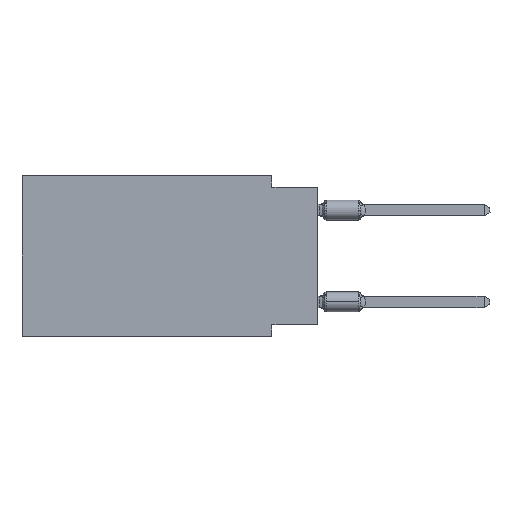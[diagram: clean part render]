
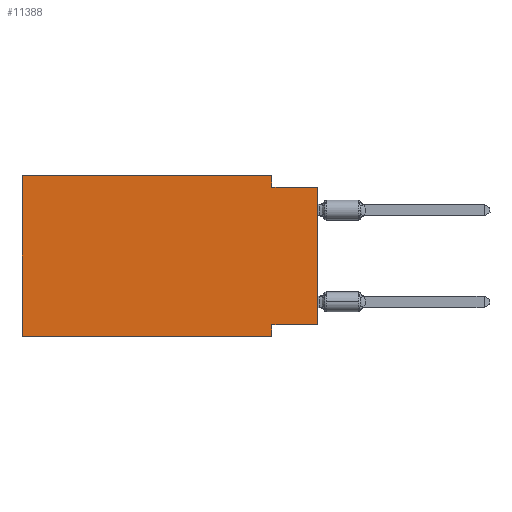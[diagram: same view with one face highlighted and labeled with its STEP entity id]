
A CAD part, left-side view. The second image highlights one B-rep face of the part: STEP entity #11388.
In plain terms, the highlighted planar face has unit normal (-1, 0, 0).
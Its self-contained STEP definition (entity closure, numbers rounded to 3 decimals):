
#570 = CARTESIAN_POINT ( 'NONE',  ( 0., 2.54, 0. ) ) ;
#711 = CARTESIAN_POINT ( 'NONE',  ( 0., 16.383, -8.89 ) ) ;
#755 = VERTEX_POINT ( 'NONE', #8037 ) ;
#1180 = LINE ( 'NONE', #10815, #7739 ) ;
#1217 = EDGE_CURVE ( 'NONE', #6605, #16308, #9480, .T. ) ;
#1507 = FACE_OUTER_BOUND ( 'NONE', #2743, .T. ) ;
#1580 = VECTOR ( 'NONE', #10414, 1000. ) ;
#1750 = LINE ( 'NONE', #4603, #14448 ) ;
#2271 = CARTESIAN_POINT ( 'NONE',  ( 0., 16.383, 0. ) ) ;
#2292 = VERTEX_POINT ( 'NONE', #10689 ) ;
#2383 = ORIENTED_EDGE ( 'NONE', *, *, #1217, .F. ) ;
#2596 = CARTESIAN_POINT ( 'NONE',  ( 0., 2.54, 0. ) ) ;
#2743 = EDGE_LOOP ( 'NONE', ( #11520, #7861, #2383, #15756, #13812, #16338, #3349, #4228 ) ) ;
#3349 = ORIENTED_EDGE ( 'NONE', *, *, #7003, .F. ) ;
#3442 = CARTESIAN_POINT ( 'NONE',  ( 0., 16.383, 0. ) ) ;
#4080 = DIRECTION ( 'NONE',  ( 0., 0., -1. ) ) ;
#4228 = ORIENTED_EDGE ( 'NONE', *, *, #10634, .F. ) ;
#4237 = VERTEX_POINT ( 'NONE', #9073 ) ;
#4248 = AXIS2_PLACEMENT_3D ( 'NONE', #16651, #17924, #4080 ) ;
#4603 = CARTESIAN_POINT ( 'NONE',  ( 0., 0., 0. ) ) ;
#5744 = PLANE ( 'NONE',  #4248 ) ;
#5897 = LINE ( 'NONE', #8756, #14222 ) ;
#5913 = CARTESIAN_POINT ( 'NONE',  ( 0., 16.383, 0. ) ) ;
#6180 = LINE ( 'NONE', #5913, #1580 ) ;
#6406 = DIRECTION ( 'NONE',  ( 0., 0., -1. ) ) ;
#6422 = VERTEX_POINT ( 'NONE', #16461 ) ;
#6562 = VECTOR ( 'NONE', #15840, 1000. ) ;
#6605 = VERTEX_POINT ( 'NONE', #570 ) ;
#7003 = EDGE_CURVE ( 'NONE', #2292, #4237, #1180, .T. ) ;
#7249 = VERTEX_POINT ( 'NONE', #15749 ) ;
#7355 = DIRECTION ( 'NONE',  ( 0., -1., 0. ) ) ;
#7739 = VECTOR ( 'NONE', #6406, 1000. ) ;
#7861 = ORIENTED_EDGE ( 'NONE', *, *, #11538, .F. ) ;
#7921 = EDGE_CURVE ( 'NONE', #13633, #6605, #6180, .T. ) ;
#8037 = CARTESIAN_POINT ( 'NONE',  ( 0., 0., -8.255 ) ) ;
#8756 = CARTESIAN_POINT ( 'NONE',  ( 0., 0., -0.635 ) ) ;
#9073 = CARTESIAN_POINT ( 'NONE',  ( 0., 2.54, -8.89 ) ) ;
#9193 = EDGE_CURVE ( 'NONE', #7249, #4237, #14858, .T. ) ;
#9480 = LINE ( 'NONE', #2596, #10936 ) ;
#9903 = EDGE_CURVE ( 'NONE', #755, #6422, #1750, .T. ) ;
#9977 = LINE ( 'NONE', #10237, #6562 ) ;
#10237 = CARTESIAN_POINT ( 'NONE',  ( 0., 0., -8.255 ) ) ;
#10318 = LINE ( 'NONE', #3442, #12740 ) ;
#10414 = DIRECTION ( 'NONE',  ( 0., -1., 0. ) ) ;
#10634 = EDGE_CURVE ( 'NONE', #755, #2292, #9977, .T. ) ;
#10689 = CARTESIAN_POINT ( 'NONE',  ( 0., 2.54, -8.255 ) ) ;
#10815 = CARTESIAN_POINT ( 'NONE',  ( 0., 2.54, -8.89 ) ) ;
#10820 = EDGE_CURVE ( 'NONE', #7249, #13633, #10318, .T. ) ;
#10857 = DIRECTION ( 'NONE',  ( 0., 0., -1. ) ) ;
#10936 = VECTOR ( 'NONE', #10857, 1000. ) ;
#11388 = ADVANCED_FACE ( 'NONE', ( #1507 ), #5744, .F. ) ;
#11520 = ORIENTED_EDGE ( 'NONE', *, *, #9903, .T. ) ;
#11538 = EDGE_CURVE ( 'NONE', #16308, #6422, #5897, .T. ) ;
#11999 = DIRECTION ( 'NONE',  ( 0., -1., 0. ) ) ;
#12740 = VECTOR ( 'NONE', #13177, 1000. ) ;
#12968 = VECTOR ( 'NONE', #11999, 1000. ) ;
#13177 = DIRECTION ( 'NONE',  ( 0., 0., 1. ) ) ;
#13633 = VERTEX_POINT ( 'NONE', #2271 ) ;
#13812 = ORIENTED_EDGE ( 'NONE', *, *, #10820, .F. ) ;
#14222 = VECTOR ( 'NONE', #7355, 1000. ) ;
#14448 = VECTOR ( 'NONE', #15615, 1000. ) ;
#14858 = LINE ( 'NONE', #711, #12968 ) ;
#15615 = DIRECTION ( 'NONE',  ( 0., 0., 1. ) ) ;
#15749 = CARTESIAN_POINT ( 'NONE',  ( 0., 16.383, -8.89 ) ) ;
#15756 = ORIENTED_EDGE ( 'NONE', *, *, #7921, .F. ) ;
#15840 = DIRECTION ( 'NONE',  ( 0., 1., 0. ) ) ;
#16308 = VERTEX_POINT ( 'NONE', #16585 ) ;
#16338 = ORIENTED_EDGE ( 'NONE', *, *, #9193, .T. ) ;
#16461 = CARTESIAN_POINT ( 'NONE',  ( 0., 0., -0.635 ) ) ;
#16585 = CARTESIAN_POINT ( 'NONE',  ( 0., 2.54, -0.635 ) ) ;
#16651 = CARTESIAN_POINT ( 'NONE',  ( 0., 16.383, 0. ) ) ;
#17924 = DIRECTION ( 'NONE',  ( 1., 0., 0. ) ) ;
